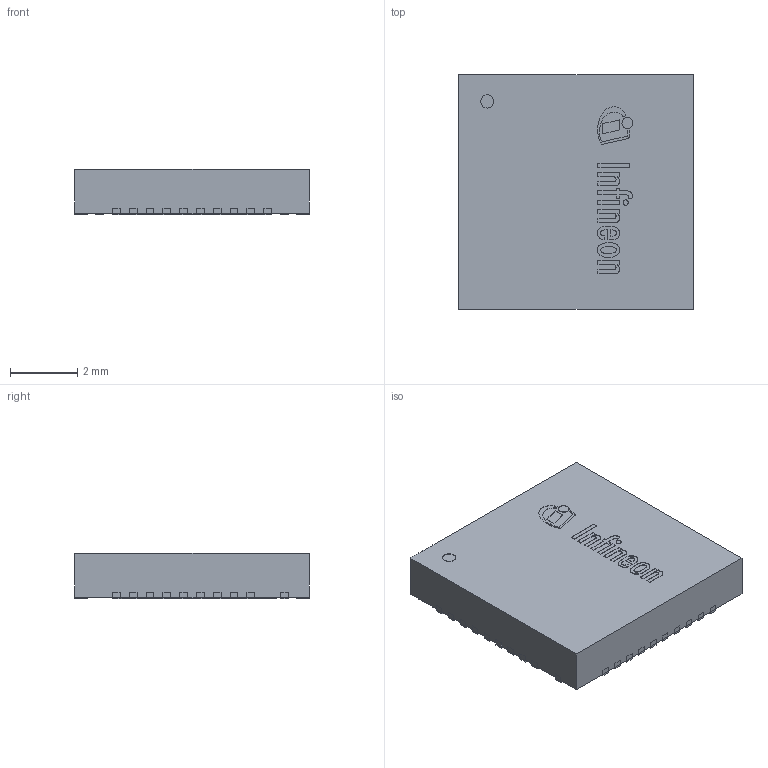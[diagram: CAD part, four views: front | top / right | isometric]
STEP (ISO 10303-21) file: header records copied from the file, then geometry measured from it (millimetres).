
FILE_DESCRIPTION(/* description */ (''),/* implementation_level */ '2;1');
FILE_NAME(/* name */ '1.stp',/* time_stamp */ '2025-08-28T20:27:40+05:30',/* author */ ('sivamani'),/* organization */ (''),/* preprocessor_version */ 'ST-DEVELOPER v19.2',/* originating_system */ 'AutoCAD Mechanical',/* authorisation */ '');
FILE_SCHEMA (('AUTOMOTIVE_DESIGN { 1 0 10303 214 3 1 1 }'));
Length unit declared in the file: millimetre
Products named in the file (1): Product
Bounding box: 7 x 7 x 1.36 mm (x, y, z)
Surface area: 202.5 mm2
Topology: 57 solids, 57 shells, 470 faces, 1065 edges, 710 vertices
Faces by surface type: plane 359, cylinder 93, bspline 18
Full cylindrical faces by diameter (mm): 0.157 x1, 0.323 x1, 0.39 x2
Entity records: 13292 total; most frequent: CARTESIAN_POINT 2616, ORIENTED_EDGE 2130, DIRECTION 2121, EDGE_CURVE 1065, LINE 843, VECTOR 843, VERTEX_POINT 710, AXIS2_PLACEMENT_3D 639
